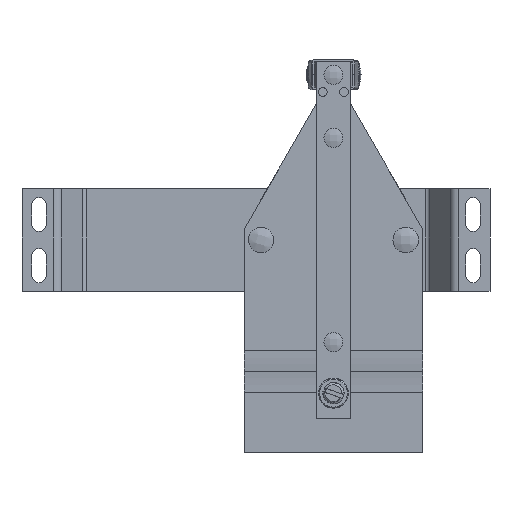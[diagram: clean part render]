
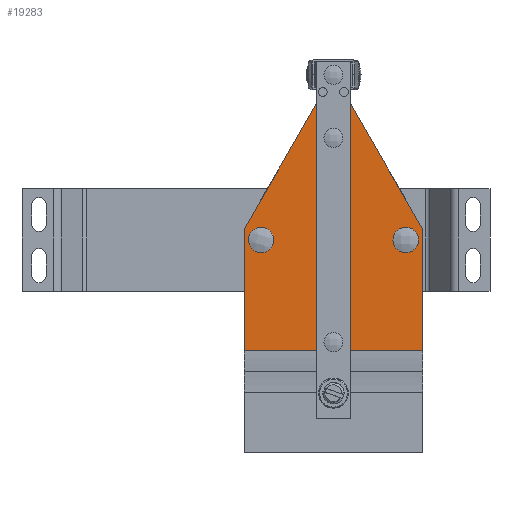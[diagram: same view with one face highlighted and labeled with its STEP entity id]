
A CAD part, front view. The second image highlights one B-rep face of the part: STEP entity #19283.
In plain terms, the highlighted planar face has unit normal (0, -1, 0).
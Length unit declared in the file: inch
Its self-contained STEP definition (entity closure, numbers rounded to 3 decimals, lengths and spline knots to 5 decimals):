
#111 = ORIENTED_EDGE ( 'NONE', *, *, #15951, .F. ) ;
#124 = CARTESIAN_POINT ( 'NONE',  ( 0.25, 0., 0. ) ) ;
#148 = EDGE_CURVE ( 'NONE', #9194, #13699, #5270, .T. ) ;
#383 = VECTOR ( 'NONE', #14785, 39.37008 ) ;
#543 = EDGE_CURVE ( 'NONE', #9375, #15489, #16213, .T. ) ;
#562 = DIRECTION ( 'NONE',  ( 0., 0., -1. ) ) ;
#626 = VERTEX_POINT ( 'NONE', #13435 ) ;
#909 = CARTESIAN_POINT ( 'NONE',  ( -1.0625, 0., -2.098 ) ) ;
#1090 = CARTESIAN_POINT ( 'NONE',  ( 0., 0., -3.5 ) ) ;
#1102 = EDGE_CURVE ( 'NONE', #8865, #8193, #12479, .T. ) ;
#1253 = VECTOR ( 'NONE', #10573, 39.37008 ) ;
#1377 = CARTESIAN_POINT ( 'NONE',  ( -1.0625, 0., -2. ) ) ;
#1459 = CARTESIAN_POINT ( 'NONE',  ( 0., 0., 0. ) ) ;
#2130 = AXIS2_PLACEMENT_3D ( 'NONE', #1459, #6058, #15729 ) ;
#2430 = AXIS2_PLACEMENT_3D ( 'NONE', #1090, #5496, #16492 ) ;
#2502 = LINE ( 'NONE', #9808, #11524 ) ;
#2609 = ORIENTED_EDGE ( 'NONE', *, *, #13281, .F. ) ;
#3002 = FACE_BOUND ( 'NONE', #9996, .T. ) ;
#3100 = CIRCLE ( 'NONE', #14473, 0.098 ) ;
#3306 = CARTESIAN_POINT ( 'NONE',  ( -1.3125, 0., -3.625 ) ) ;
#3878 = CIRCLE ( 'NONE', #7131, 0.064 ) ;
#3960 = CARTESIAN_POINT ( 'NONE',  ( 0., 0., -0.5 ) ) ;
#4100 = CARTESIAN_POINT ( 'NONE',  ( 1.3125, 0., -1.8403 ) ) ;
#4162 = EDGE_CURVE ( 'NONE', #12247, #6865, #7310, .T. ) ;
#4261 = CARTESIAN_POINT ( 'NONE',  ( 1.0625, 0., -2. ) ) ;
#5244 = EDGE_CURVE ( 'NONE', #8193, #8865, #3878, .T. ) ;
#5270 = CIRCLE ( 'NONE', #7543, 0.064 ) ;
#5496 = DIRECTION ( 'NONE',  ( 0., -1., 0. ) ) ;
#5871 = DIRECTION ( 'NONE',  ( 0., -1., 0. ) ) ;
#6058 = DIRECTION ( 'NONE',  ( 0., 1., 0. ) ) ;
#6117 = DIRECTION ( 'NONE',  ( 0., -1., 0. ) ) ;
#6262 = ORIENTED_EDGE ( 'NONE', *, *, #16494, .F. ) ;
#6343 = CARTESIAN_POINT ( 'NONE',  ( -0.25, 0., 0. ) ) ;
#6518 = ORIENTED_EDGE ( 'NONE', *, *, #1102, .F. ) ;
#6865 = VERTEX_POINT ( 'NONE', #6343 ) ;
#6972 = AXIS2_PLACEMENT_3D ( 'NONE', #3960, #14760, #17611 ) ;
#7131 = AXIS2_PLACEMENT_3D ( 'NONE', #11557, #16051, #562 ) ;
#7159 = DIRECTION ( 'NONE',  ( 0., -1., 0. ) ) ;
#7310 = LINE ( 'NONE', #7601, #10896 ) ;
#7543 = AXIS2_PLACEMENT_3D ( 'NONE', #13012, #12915, #19250 ) ;
#7569 = PLANE ( 'NONE',  #2130 ) ;
#7601 = CARTESIAN_POINT ( 'NONE',  ( -1.3125, 0., -1.8403 ) ) ;
#7675 = CIRCLE ( 'NONE', #11256, 0.098 ) ;
#7694 = EDGE_CURVE ( 'NONE', #20036, #9375, #13843, .T. ) ;
#8193 = VERTEX_POINT ( 'NONE', #11031 ) ;
#8215 = CARTESIAN_POINT ( 'NONE',  ( 1.0625, 0., -1.902 ) ) ;
#8865 = VERTEX_POINT ( 'NONE', #14887 ) ;
#8903 = CIRCLE ( 'NONE', #15396, 0.098 ) ;
#8920 = ORIENTED_EDGE ( 'NONE', *, *, #16283, .F. ) ;
#9089 = FACE_BOUND ( 'NONE', #18195, .T. ) ;
#9177 = VERTEX_POINT ( 'NONE', #8215 ) ;
#9194 = VERTEX_POINT ( 'NONE', #12813 ) ;
#9375 = VERTEX_POINT ( 'NONE', #13322 ) ;
#9409 = EDGE_CURVE ( 'NONE', #10730, #9177, #13587, .T. ) ;
#9808 = CARTESIAN_POINT ( 'NONE',  ( 0., 0., 0. ) ) ;
#9991 = AXIS2_PLACEMENT_3D ( 'NONE', #4261, #18320, #10446 ) ;
#9996 = EDGE_LOOP ( 'NONE', ( #14916, #11565 ) ) ;
#10259 = LINE ( 'NONE', #13642, #19031 ) ;
#10265 = CARTESIAN_POINT ( 'NONE',  ( 0., 0., -3.625 ) ) ;
#10446 = DIRECTION ( 'NONE',  ( 0., 0., -1. ) ) ;
#10518 = CIRCLE ( 'NONE', #2430, 0.064 ) ;
#10536 = DIRECTION ( 'NONE',  ( 0., 0., -1. ) ) ;
#10573 = DIRECTION ( 'NONE',  ( 0., 0., -1. ) ) ;
#10730 = VERTEX_POINT ( 'NONE', #14818 ) ;
#10896 = VECTOR ( 'NONE', #19955, 39.37008 ) ;
#11031 = CARTESIAN_POINT ( 'NONE',  ( 0., 0., -0.564 ) ) ;
#11256 = AXIS2_PLACEMENT_3D ( 'NONE', #20084, #6117, #17011 ) ;
#11460 = ORIENTED_EDGE ( 'NONE', *, *, #148, .F. ) ;
#11524 = VECTOR ( 'NONE', #17578, 39.37008 ) ;
#11557 = CARTESIAN_POINT ( 'NONE',  ( 0., 0., -0.5 ) ) ;
#11565 = ORIENTED_EDGE ( 'NONE', *, *, #19500, .F. ) ;
#11642 = ORIENTED_EDGE ( 'NONE', *, *, #13159, .F. ) ;
#12211 = DIRECTION ( 'NONE',  ( 0.5, 0., -0.866 ) ) ;
#12247 = VERTEX_POINT ( 'NONE', #19897 ) ;
#12348 = EDGE_LOOP ( 'NONE', ( #111, #11460 ) ) ;
#12356 = FACE_BOUND ( 'NONE', #12348, .T. ) ;
#12443 = LINE ( 'NONE', #124, #17774 ) ;
#12479 = CIRCLE ( 'NONE', #6972, 0.064 ) ;
#12813 = CARTESIAN_POINT ( 'NONE',  ( 0., 0., -3.436 ) ) ;
#12915 = DIRECTION ( 'NONE',  ( 0., -1., 0. ) ) ;
#13012 = CARTESIAN_POINT ( 'NONE',  ( 0., 0., -3.5 ) ) ;
#13087 = ORIENTED_EDGE ( 'NONE', *, *, #4162, .F. ) ;
#13159 = EDGE_CURVE ( 'NONE', #626, #20036, #12443, .T. ) ;
#13281 = EDGE_CURVE ( 'NONE', #18347, #17606, #7675, .T. ) ;
#13322 = CARTESIAN_POINT ( 'NONE',  ( 1.3125, 0., -3.625 ) ) ;
#13435 = CARTESIAN_POINT ( 'NONE',  ( 0.25, 0., 0. ) ) ;
#13587 = CIRCLE ( 'NONE', #9991, 0.098 ) ;
#13642 = CARTESIAN_POINT ( 'NONE',  ( -1.3125, 0., 0. ) ) ;
#13699 = VERTEX_POINT ( 'NONE', #15136 ) ;
#13843 = LINE ( 'NONE', #17009, #1253 ) ;
#14473 = AXIS2_PLACEMENT_3D ( 'NONE', #14902, #7159, #16326 ) ;
#14729 = ORIENTED_EDGE ( 'NONE', *, *, #5244, .F. ) ;
#14735 = ORIENTED_EDGE ( 'NONE', *, *, #18475, .F. ) ;
#14760 = DIRECTION ( 'NONE',  ( 0., -1., 0. ) ) ;
#14785 = DIRECTION ( 'NONE',  ( -1., 0., 0. ) ) ;
#14818 = CARTESIAN_POINT ( 'NONE',  ( 1.0625, 0., -2.098 ) ) ;
#14887 = CARTESIAN_POINT ( 'NONE',  ( 0., 0., -0.436 ) ) ;
#14902 = CARTESIAN_POINT ( 'NONE',  ( 1.0625, 0., -2. ) ) ;
#14916 = ORIENTED_EDGE ( 'NONE', *, *, #9409, .F. ) ;
#14977 = DIRECTION ( 'NONE',  ( 0., 0., 1. ) ) ;
#15136 = CARTESIAN_POINT ( 'NONE',  ( 0., 0., -3.564 ) ) ;
#15396 = AXIS2_PLACEMENT_3D ( 'NONE', #1377, #5871, #10536 ) ;
#15422 = FACE_OUTER_BOUND ( 'NONE', #19087, .T. ) ;
#15489 = VERTEX_POINT ( 'NONE', #3306 ) ;
#15729 = DIRECTION ( 'NONE',  ( 0., 0., 1. ) ) ;
#15951 = EDGE_CURVE ( 'NONE', #13699, #9194, #10518, .T. ) ;
#16051 = DIRECTION ( 'NONE',  ( 0., -1., 0. ) ) ;
#16213 = LINE ( 'NONE', #10265, #383 ) ;
#16283 = EDGE_CURVE ( 'NONE', #17606, #18347, #8903, .T. ) ;
#16326 = DIRECTION ( 'NONE',  ( 0., 0., -1. ) ) ;
#16492 = DIRECTION ( 'NONE',  ( 0., 0., -1. ) ) ;
#16494 = EDGE_CURVE ( 'NONE', #6865, #626, #2502, .T. ) ;
#17009 = CARTESIAN_POINT ( 'NONE',  ( 1.3125, 0., 0. ) ) ;
#17011 = DIRECTION ( 'NONE',  ( 0., 0., -1. ) ) ;
#17255 = ORIENTED_EDGE ( 'NONE', *, *, #7694, .F. ) ;
#17578 = DIRECTION ( 'NONE',  ( 1., 0., 0. ) ) ;
#17606 = VERTEX_POINT ( 'NONE', #18055 ) ;
#17611 = DIRECTION ( 'NONE',  ( 0., 0., -1. ) ) ;
#17689 = EDGE_LOOP ( 'NONE', ( #2609, #8920 ) ) ;
#17774 = VECTOR ( 'NONE', #12211, 39.37008 ) ;
#18055 = CARTESIAN_POINT ( 'NONE',  ( -1.0625, 0., -1.902 ) ) ;
#18195 = EDGE_LOOP ( 'NONE', ( #14729, #6518 ) ) ;
#18320 = DIRECTION ( 'NONE',  ( 0., -1., 0. ) ) ;
#18347 = VERTEX_POINT ( 'NONE', #909 ) ;
#18475 = EDGE_CURVE ( 'NONE', #15489, #12247, #10259, .T. ) ;
#18476 = ORIENTED_EDGE ( 'NONE', *, *, #543, .F. ) ;
#19031 = VECTOR ( 'NONE', #14977, 39.37008 ) ;
#19087 = EDGE_LOOP ( 'NONE', ( #14735, #18476, #17255, #11642, #6262, #13087 ) ) ;
#19250 = DIRECTION ( 'NONE',  ( 0., 0., -1. ) ) ;
#19283 = ADVANCED_FACE ( 'NONE', ( #12356, #9089, #3002, #20127, #15422 ), #7569, .F. ) ;
#19500 = EDGE_CURVE ( 'NONE', #9177, #10730, #3100, .T. ) ;
#19897 = CARTESIAN_POINT ( 'NONE',  ( -1.3125, 0., -1.8403 ) ) ;
#19955 = DIRECTION ( 'NONE',  ( 0.5, 0., 0.866 ) ) ;
#20036 = VERTEX_POINT ( 'NONE', #4100 ) ;
#20084 = CARTESIAN_POINT ( 'NONE',  ( -1.0625, 0., -2. ) ) ;
#20127 = FACE_BOUND ( 'NONE', #17689, .T. ) ;
